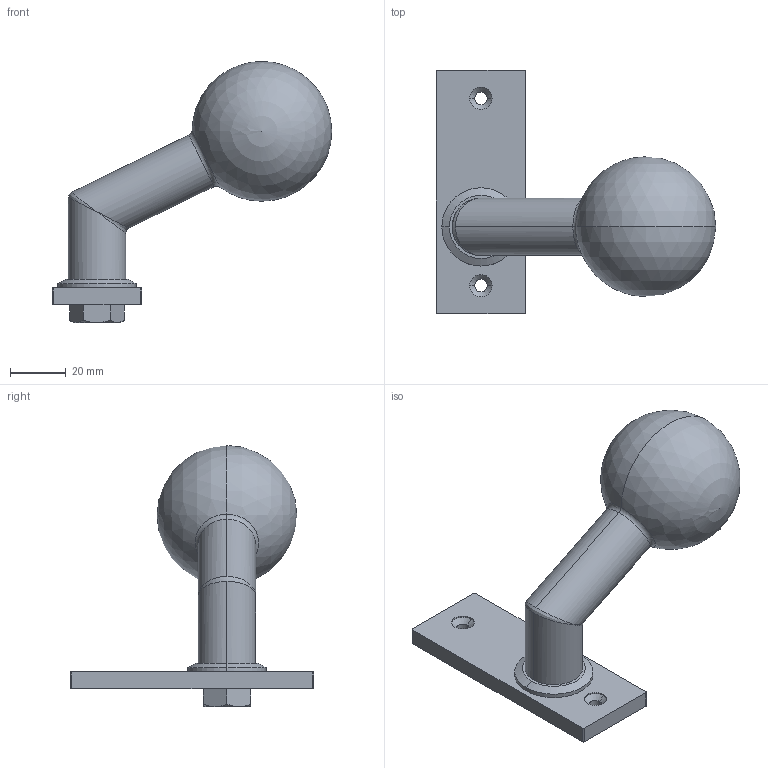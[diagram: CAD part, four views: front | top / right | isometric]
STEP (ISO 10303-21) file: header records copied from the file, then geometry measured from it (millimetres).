
FILE_DESCRIPTION (( 'STEP AP203' ), '1' );
FILE_NAME ('56643-240.step', '2022-01-19T14:54:26', ( '' ), ( '' ), 'SwSTEP 2.0', 'SolidWorks 2018', '' );
FILE_SCHEMA (( 'CONFIG_CONTROL_DESIGN' ));
Length unit declared in the file: millimetre
Products named in the file (10): DIN 931_DIN 931 M10x25; 5664x-240 Teil3_5664x-240 Teil3; 56643-240; 5664x-240 Teil1; 5664x-240 Teil2_5664x-240 Teil2; 5664x-240 Teil2; DIN 931; 5664x-240 Teil3; 5664x-240 Teil1_56643-240 Teil1
Assembly tree (5 placements, depth 2):
  56643-240
    DIN 931
  56643-240
    5664x-240 Teil1_56643-240 Teil1
    5664x-240 Teil2_5664x-240 Teil2
    5664x-240 Teil3_5664x-240 Teil3
    DIN 931_DIN 931 M10x25
  5664x-240 Teil1
  5664x-240 Teil2
  5664x-240 Teil3
Bounding box: 100 x 87 x 93.4 mm (x, y, z)
Volume: 44408.3 mm3; surface area: 34023.5 mm2
Topology: 5 solids, 5 shells, 373 faces, 977 edges, 638 vertices
Faces by surface type: plane 180, bspline 116, cylinder 49, cone 17, torus 7, sphere 4
Entity records: 18799 total; most frequent: CARTESIAN_POINT 9527, ORIENTED_EDGE 1922, DIRECTION 1353, EDGE_CURVE 961, VERTEX_POINT 629, LINE 583, VECTOR 583, EDGE_LOOP 414
